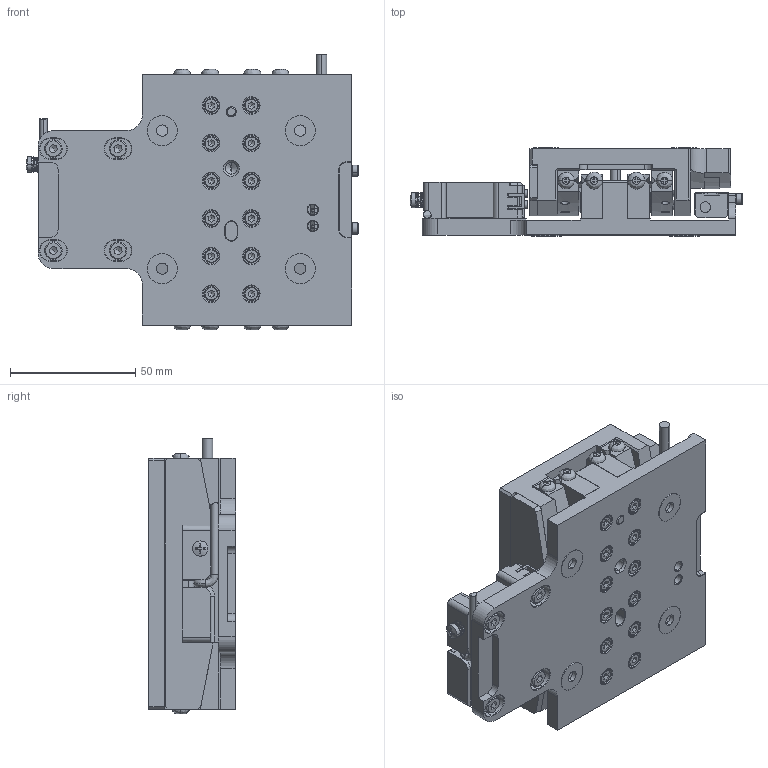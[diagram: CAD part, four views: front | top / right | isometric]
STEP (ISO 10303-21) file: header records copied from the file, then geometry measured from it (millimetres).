
FILE_DESCRIPTION (( 'STEP AP214' ), '1' );
FILE_NAME ('FBG013S125-00.STEP', '2020-05-31T13:43:56', ( 'admin' ), ( '' ), 'SwSTEP 2.0', 'SolidWorks 2015', '' );
FILE_SCHEMA (( 'AUTOMOTIVE_DESIGN' ));
Length unit declared in the file: millimetre
Products named in the file (17): M3 Din 912_L=12; NB 3100 Assy; M4 Din 912_L=16; Renishaw RGSZ R117.5; gh1206BAj15j; FBG013S125-00; Flat washer ANSI B18.22M_M4; NB 3100-125-3; NB 3100-125-2; M4 Din 912_L=10; NB 3100-125-1; M3 set screw iso 4029_L=6; NM SP4; NM ceramic gonio1; FBG013X001-00A_NO_HOLES; FBG013X126-00; M2.5 Din 912_L=5
Assembly tree (54 placements, depth 3):
  FBG013S125-00
    FBG013X001-00A_NO_HOLES
    NM SP4
    gh1206BAj15j
    M4 Din 912_L=16  x6
    FBG013X126-00
    Flat washer ANSI B18.22M_M4  x2
    M4 Din 912_L=10  x3
    NM ceramic gonio1
    Renishaw RGSZ R117.5
    M3 set screw iso 4029_L=6  x6
    M3 Din 912_L=12  x24
    M2.5 Din 912_L=5  x2
    NB 3100 Assy  x2
      NB 3100-125-1
      NB 3100-125-2
      NB 3100-125-3
Bounding box: 132.28 x 35 x 109.9 mm (x, y, z)
Volume: 222142.1 mm3; surface area: 113725.8 mm2
Topology: 54 solids, 79 shells, 3021 faces, 7978 edges, 5120 vertices
Faces by surface type: plane 1489, cylinder 755, cone 623, bspline 154
Entity records: 85569 total; most frequent: CARTESIAN_POINT 20007, ORIENTED_EDGE 10749, DIRECTION 10433, EDGE_CURVE 5662, VERTEX_POINT 3741, VECTOR 3649, LINE 3649, AXIS2_PLACEMENT_3D 3392
